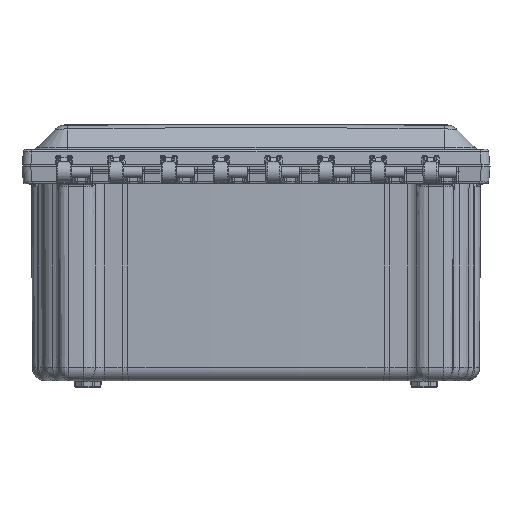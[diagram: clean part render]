
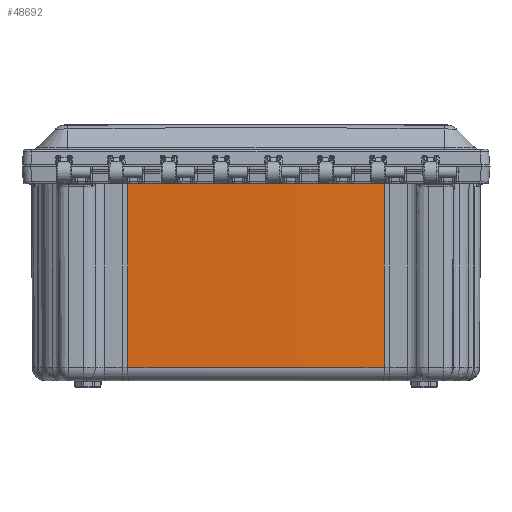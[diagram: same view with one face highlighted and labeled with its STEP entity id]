
A CAD part, left-side view. The second image highlights one B-rep face of the part: STEP entity #48692.
In plain terms, the highlighted conical face has half-angle 0.25 degrees and reference radius 2857.96 mm.
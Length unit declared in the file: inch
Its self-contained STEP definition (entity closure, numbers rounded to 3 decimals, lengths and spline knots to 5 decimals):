
#482=CONICAL_SURFACE($,#52453,112.51826,0.25);
#5458=FACE_OUTER_BOUND($,#8841,.T.);
#8841=EDGE_LOOP($,(#34023,#34024,#34025,#34026));
#12483=CIRCLE($,#52211,112.50615);
#12639=CIRCLE($,#52454,112.53036);
#15502=LINE($,#80353,#18108);
#15503=LINE($,#80357,#18109);
#18108=VECTOR($,#59099,5.54704);
#18109=VECTOR($,#59104,5.54704);
#21038=VERTEX_POINT($,#77386);
#21039=VERTEX_POINT($,#77390);
#21177=VERTEX_POINT($,#80351);
#21178=VERTEX_POINT($,#80355);
#25675=EDGE_CURVE($,#21038,#21039,#12483,.T.);
#25941=EDGE_CURVE($,#21177,#21038,#15502,.T.);
#25942=EDGE_CURVE($,#21177,#21178,#12639,.T.);
#25943=EDGE_CURVE($,#21178,#21039,#15503,.T.);
#34023=ORIENTED_EDGE($,*,*,#25675,.F.);
#34024=ORIENTED_EDGE($,*,*,#25941,.F.);
#34025=ORIENTED_EDGE($,*,*,#25942,.T.);
#34026=ORIENTED_EDGE($,*,*,#25943,.T.);
#48692=ADVANCED_FACE($,(#5458),#482,.T.);
#52211=AXIS2_PLACEMENT_3D($,#77391,#58551,#58552);
#52453=AXIS2_PLACEMENT_3D($,#80354,#59100,#59101);
#52454=AXIS2_PLACEMENT_3D($,#80356,#59102,#59103);
#58551=DIRECTION('center_axis',(0.,-1.,0.));
#58552=DIRECTION('ref_axis',(0.033,0.,0.999));
#59099=DIRECTION($,(0.,-1.,-0.004));
#59100=DIRECTION('center_axis',(0.,1.,0.));
#59101=DIRECTION('ref_axis',(1.,0.,0.));
#59102=DIRECTION('center_axis',(0.,-1.,0.));
#59103=DIRECTION('ref_axis',(0.033,0.,0.999));
#59104=DIRECTION($,(0.,-1.,-0.004));
#77386=CARTESIAN_POINT('',(3.66857,-5.7517,5.11758));
#77390=CARTESIAN_POINT('',(-3.66857,-5.7517,5.11758));
#77391=CARTESIAN_POINT('Origin',(0.,-5.7517,-107.32875));
#80351=CARTESIAN_POINT('',(3.66936,-0.20472,5.14177));
#80353=CARTESIAN_POINT($,(3.66936,-0.20472,5.14177));
#80354=CARTESIAN_POINT('Origin',(0.,-2.97821,-107.32875));
#80355=CARTESIAN_POINT('',(-3.66936,-0.20472,5.14177));
#80356=CARTESIAN_POINT('Origin',(0.,-0.20472,-107.32875));
#80357=CARTESIAN_POINT($,(-3.66936,-0.20472,5.14177));
